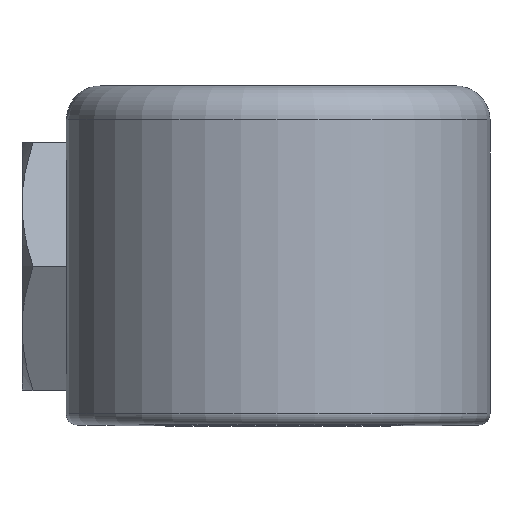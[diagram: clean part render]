
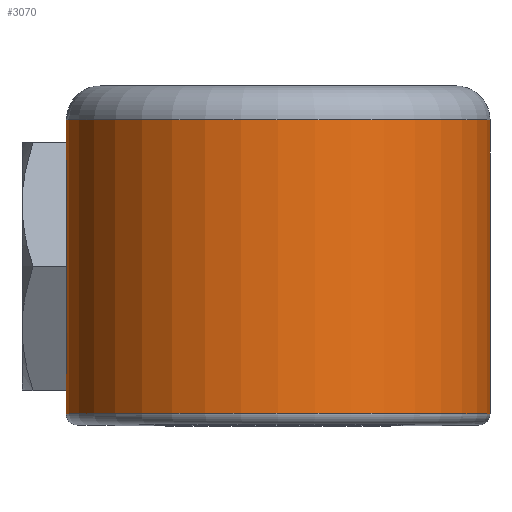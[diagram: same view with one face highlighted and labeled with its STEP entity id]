
A CAD part, top view. The second image highlights one B-rep face of the part: STEP entity #3070.
In plain terms, the highlighted cylindrical face has radius 9.525 mm (diameter 19.05 mm), a partial arc.
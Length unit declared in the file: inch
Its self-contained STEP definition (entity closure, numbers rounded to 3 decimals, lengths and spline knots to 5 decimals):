
#840=CARTESIAN_POINT('',(0.,0.54,0.));
#841=DIRECTION('',(0.,1.,0.));
#842=DIRECTION('',(-0.984,0.,-0.177));
#843=AXIS2_PLACEMENT_3D('',#840,#841,#842);
#949=DIRECTION('',(0.,1.,0.));
#950=VECTOR('',#949,0.52);
#951=CARTESIAN_POINT('',(0.36908,0.02,-0.06638));
#952=LINE('',#951,#950);
#1052=CARTESIAN_POINT('',(0.,0.02,0.));
#1053=DIRECTION('',(0.,-1.,0.));
#1054=DIRECTION('',(0.984,0.,-0.177));
#1055=AXIS2_PLACEMENT_3D('',#1052,#1053,#1054);
#1112=CARTESIAN_POINT('',(-0.36908,0.45645,
-0.06638));
#1113=CARTESIAN_POINT('',(-0.37058,0.44176,
-0.05803));
#1114=CARTESIAN_POINT('',(-0.37266,0.41084,
-0.04322));
#1115=CARTESIAN_POINT('',(-0.37404,0.36031,
-0.02761));
#1116=CARTESIAN_POINT('',(-0.37449,0.30767,
-0.01967));
#1117=CARTESIAN_POINT('',(-0.37449,0.25433,
-0.01967));
#1118=CARTESIAN_POINT('',(-0.37404,0.20169,
-0.02761));
#1119=CARTESIAN_POINT('',(-0.37266,0.15116,
-0.04322));
#1120=CARTESIAN_POINT('',(-0.37058,0.12024,
-0.05803));
#1121=CARTESIAN_POINT('',(-0.36908,0.10555,
-0.06638));
#1490=DIRECTION('',(0.,1.,0.));
#1491=VECTOR('',#1490,0.08555);
#1492=CARTESIAN_POINT('',(-0.36908,0.02,-0.06638));
#1493=LINE('',#1492,#1491);
#1497=DIRECTION('',(0.,1.,0.));
#1498=VECTOR('',#1497,0.08355);
#1499=CARTESIAN_POINT('',(-0.36908,0.45645,
-0.06638));
#1500=LINE('',#1499,#1498);
#1593=VERTEX_POINT('',#1112);
#1594=VERTEX_POINT('',#1121);
#1702=CARTESIAN_POINT('',(-0.36908,0.54,-0.06638));
#1703=CARTESIAN_POINT('',(0.36908,0.54,-0.06638));
#1704=VERTEX_POINT('',#1702);
#1705=VERTEX_POINT('',#1703);
#1730=CARTESIAN_POINT('',(-0.36908,0.02,-0.06638));
#1731=VERTEX_POINT('',#1730);
#1734=CARTESIAN_POINT('',(0.36908,0.02,-0.06638));
#1735=VERTEX_POINT('',#1734);
#3057=CARTESIAN_POINT('',(0.,0.,0.));
#3058=DIRECTION('',(0.,1.,0.));
#3059=DIRECTION('',(-1.,0.,0.));
#3060=AXIS2_PLACEMENT_3D('',#3057,#3058,#3059);
#3061=CYLINDRICAL_SURFACE('',#3060,0.375);
#3062=ORIENTED_EDGE('',*,*,#2541,.T.);
#3063=ORIENTED_EDGE('',*,*,#2146,.T.);
#3064=ORIENTED_EDGE('',*,*,#2572,.F.);
#3065=ORIENTED_EDGE('',*,*,#2130,.T.);
#3066=ORIENTED_EDGE('',*,*,#2338,.T.);
#3067=ORIENTED_EDGE('',*,*,#2392,.F.);
#3068=EDGE_LOOP('',(#3062,#3063,#3064,#3065,#3066,#3067));
#3069=FACE_OUTER_BOUND('',#3068,.F.);
#844=CIRCLE('',#843,0.375);
#1056=CIRCLE('',#1055,0.375);
#1122=B_SPLINE_CURVE_WITH_KNOTS('',3,(#1112,#1113,#1114,#1115,#1116,#1117,#1118,
#1119,#1120,#1121),.UNSPECIFIED.,.F.,.F.,(4,1,1,1,1,1,1,4),(0.,
0.14286,0.28571,0.42857,0.57143,
0.71429,0.85714,1.),.UNSPECIFIED.);
#2130=EDGE_CURVE('',#1593,#1704,#1500,.T.);
#2146=EDGE_CURVE('',#1731,#1594,#1493,.T.);
#2338=EDGE_CURVE('',#1704,#1705,#844,.T.);
#2392=EDGE_CURVE('',#1735,#1705,#952,.T.);
#2541=EDGE_CURVE('',#1735,#1731,#1056,.T.);
#2572=EDGE_CURVE('',#1593,#1594,#1122,.T.);
#3070=ADVANCED_FACE('',(#3069),#3061,.T.);
